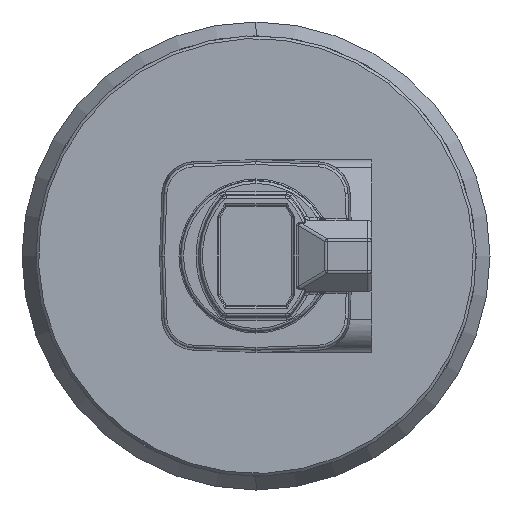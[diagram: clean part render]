
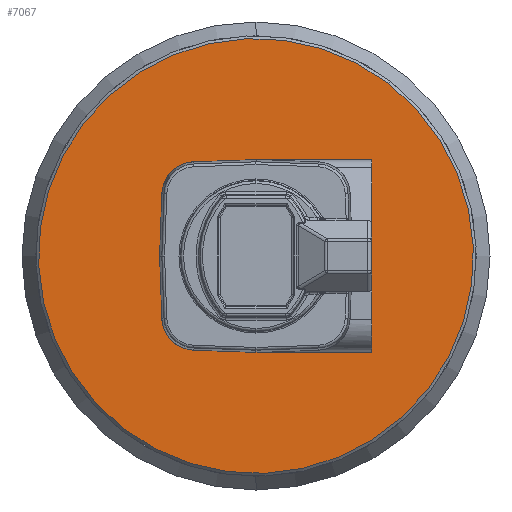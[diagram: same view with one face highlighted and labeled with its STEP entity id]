
A CAD part, left-side view. The second image highlights one B-rep face of the part: STEP entity #7067.
In plain terms, the highlighted planar face has unit normal (-1, 0, 0).
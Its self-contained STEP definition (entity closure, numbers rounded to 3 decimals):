
#448 = DIRECTION ( 'NONE',  ( -1., 0., 0. ) ) ;
#475 = AXIS2_PLACEMENT_3D ( 'NONE', #3482, #1061, #1095 ) ;
#481 = CARTESIAN_POINT ( 'NONE',  ( 70.302, 0., 0. ) ) ;
#700 = AXIS2_PLACEMENT_3D ( 'NONE', #907, #5767, #8968 ) ;
#728 = CARTESIAN_POINT ( 'NONE',  ( 70.302, 0., -30.5 ) ) ;
#907 = CARTESIAN_POINT ( 'NONE',  ( 70.302, 0., 0. ) ) ;
#1061 = DIRECTION ( 'NONE',  ( 1., 0., 0. ) ) ;
#1095 = DIRECTION ( 'NONE',  ( 0., 0., -1. ) ) ;
#1174 = CIRCLE ( 'NONE', #3872, 79. ) ;
#1366 = EDGE_CURVE ( 'NONE', #2338, #4419, #10375, .T. ) ;
#1710 = VERTEX_POINT ( 'NONE', #7364 ) ;
#2331 = CARTESIAN_POINT ( 'NONE',  ( 70.302, 0., 0. ) ) ;
#2338 = VERTEX_POINT ( 'NONE', #728 ) ;
#2676 = CARTESIAN_POINT ( 'NONE',  ( 70.302, 0., 30.5 ) ) ;
#2708 = PLANE ( 'NONE',  #475 ) ;
#3115 = CIRCLE ( 'NONE', #4511, 79. ) ;
#3128 = EDGE_LOOP ( 'NONE', ( #4947, #10051 ) ) ;
#3343 = ORIENTED_EDGE ( 'NONE', *, *, #4154, .T. ) ;
#3369 = DIRECTION ( 'NONE',  ( -1., 0., 0. ) ) ;
#3482 = CARTESIAN_POINT ( 'NONE',  ( 70.302, 80., 0. ) ) ;
#3872 = AXIS2_PLACEMENT_3D ( 'NONE', #9772, #3369, #4923 ) ;
#4154 = EDGE_CURVE ( 'NONE', #1710, #4552, #3115, .T. ) ;
#4419 = VERTEX_POINT ( 'NONE', #2676 ) ;
#4511 = AXIS2_PLACEMENT_3D ( 'NONE', #481, #448, #4601 ) ;
#4552 = VERTEX_POINT ( 'NONE', #8723 ) ;
#4601 = DIRECTION ( 'NONE',  ( 0., 0., -1. ) ) ;
#4923 = DIRECTION ( 'NONE',  ( 0., 0., -1. ) ) ;
#4947 = ORIENTED_EDGE ( 'NONE', *, *, #10001, .F. ) ;
#5322 = ORIENTED_EDGE ( 'NONE', *, *, #8382, .T. ) ;
#5767 = DIRECTION ( 'NONE',  ( -1., 0., 0. ) ) ;
#5794 = FACE_OUTER_BOUND ( 'NONE', #10052, .T. ) ;
#7067 = ADVANCED_FACE ( 'NONE', ( #5794, #9245 ), #2708, .F. ) ;
#7307 = DIRECTION ( 'NONE',  ( -1., 0., 0. ) ) ;
#7364 = CARTESIAN_POINT ( 'NONE',  ( 70.302, 0., -79. ) ) ;
#8046 = DIRECTION ( 'NONE',  ( 0., 0., 1. ) ) ;
#8382 = EDGE_CURVE ( 'NONE', #4552, #1710, #1174, .T. ) ;
#8546 = AXIS2_PLACEMENT_3D ( 'NONE', #2331, #7307, #8046 ) ;
#8723 = CARTESIAN_POINT ( 'NONE',  ( 70.302, 0., 79. ) ) ;
#8968 = DIRECTION ( 'NONE',  ( 0., 0., 1. ) ) ;
#9245 = FACE_BOUND ( 'NONE', #3128, .T. ) ;
#9772 = CARTESIAN_POINT ( 'NONE',  ( 70.302, 0., 0. ) ) ;
#9946 = CIRCLE ( 'NONE', #700, 30.5 ) ;
#10001 = EDGE_CURVE ( 'NONE', #4419, #2338, #9946, .T. ) ;
#10051 = ORIENTED_EDGE ( 'NONE', *, *, #1366, .F. ) ;
#10052 = EDGE_LOOP ( 'NONE', ( #3343, #5322 ) ) ;
#10375 = CIRCLE ( 'NONE', #8546, 30.5 ) ;
